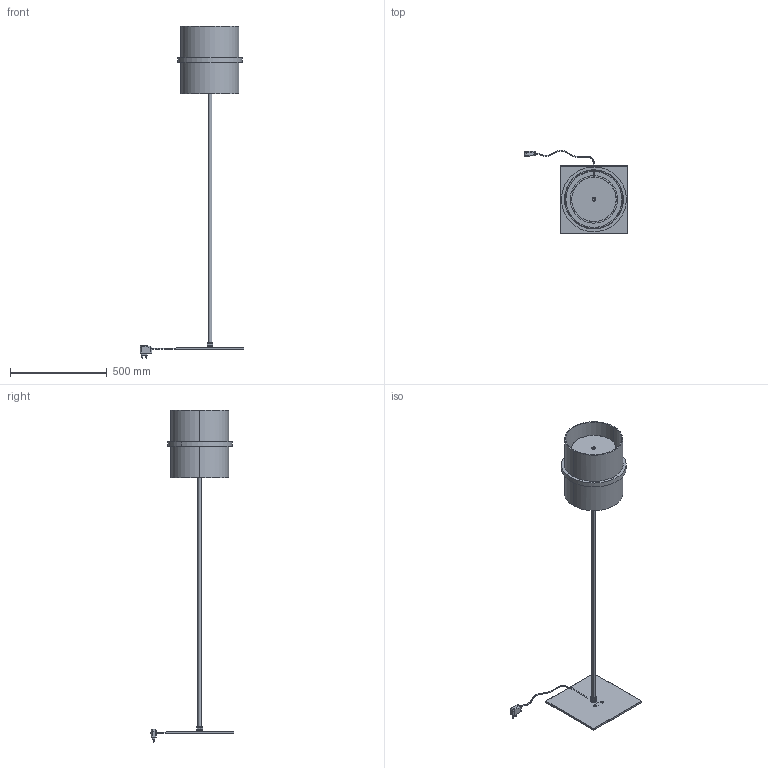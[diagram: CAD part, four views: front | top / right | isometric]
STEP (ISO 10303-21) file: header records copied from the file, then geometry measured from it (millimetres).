
FILE_DESCRIPTION (( 'STEP AP214' ), '1' );
FILE_NAME ('BOA_TERRA.STEP', '2020-08-12T09:39:58', ( '' ), ( '' ), 'SwSTEP 2.0', 'SolidWorks 2014', '' );
FILE_SCHEMA (( 'AUTOMOTIVE_DESIGN' ));
Length unit declared in the file: millimetre
Products named in the file (71): 034SM_001; grano_STEAB_nylon_M3x6_5047-3-6-0; 008TS_020; 035FM_007; 033SM_004; TIGE M13 X 1 X 30; 033SM_007; 008PM_016; 035FM_004; 008TS_019; capocorda occh d 4; vite_TC_2.9_X_6.5_T_CR; EMC_driver_18W_spina_con_cavo; bloccacavo_STEAB_5922; 033SM_009; viteTS_autof_2_9x6_5_zinc; 033SM_006; BOA_TERRA; 035FM_001; 035TM_002; 035FM_000_ASSIEME_BASE; 035FM_006; vite_tsp_tcroce_m5x20; steab 5301-34-1; 035FM_005; 008PM_022; 035FM_002; 008PM_001_140618; 034SM_002; 008PM_015; rondella dentellata d 3; vite tc m4x14 croce
Assembly tree (40 placements, depth 3):
  034SM_001
  grano_STEAB_nylon_M3x6_5047-3-6-0
  035FM_007
  TIGE M13 X 1 X 30
  035FM_004
Bounding box: 535.26 x 431.5 x 1714.32 mm (x, y, z)
Volume: 4005051.4 mm3; surface area: 1765937.1 mm2
Topology: 39 solids, 39 shells, 1897 faces, 4624 edges, 3016 vertices
Faces by surface type: plane 1318, cylinder 432, cone 86, torus 56, bspline 3, sphere 2
Entity records: 53282 total; most frequent: CARTESIAN_POINT 10991, ORIENTED_EDGE 8190, DIRECTION 8060, EDGE_CURVE 4095, VECTOR 3114, LINE 3114, VERTEX_POINT 2678, AXIS2_PLACEMENT_3D 2473
